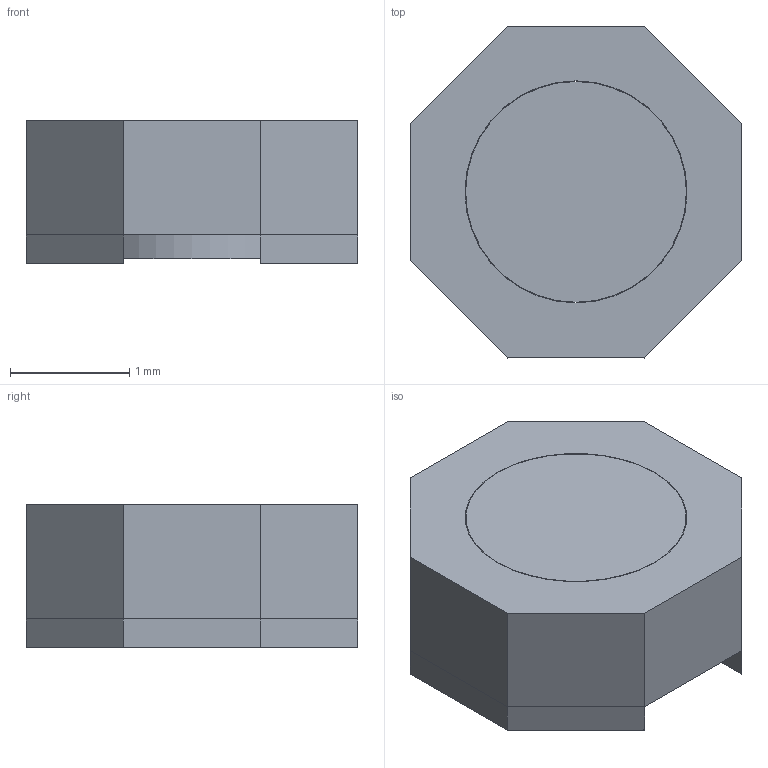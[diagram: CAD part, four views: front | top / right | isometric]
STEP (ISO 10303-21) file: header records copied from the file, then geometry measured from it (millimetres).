
FILE_DESCRIPTION((''),'2;1');
FILE_NAME('IND_WURTH_WE-TPC-2813.stp','2014-11-20T13:43:26',(''),(''),'Mechanical Desktop 2011','Mechanical Desktop 2011',', , ');
FILE_SCHEMA(('AUTOMOTIVE_DESIGN { 1 2 10303 214 1 1 1 1 }'));
Length unit declared in the file: millimetre
Products named in the file (1): Product
Bounding box: 2.78 x 2.78 x 1.2 mm (x, y, z)
Volume: 5.7 mm3; surface area: 44.2 mm2
Topology: 5 solids, 5 shells, 42 faces, 96 edges, 64 vertices
Faces by surface type: plane 32, cylinder 10
Entity records: 1239 total; most frequent: CARTESIAN_POINT 203, DIRECTION 202, ORIENTED_EDGE 192, EDGE_CURVE 96, VECTOR 76, LINE 76, VERTEX_POINT 64, AXIS2_PLACEMENT_3D 63
